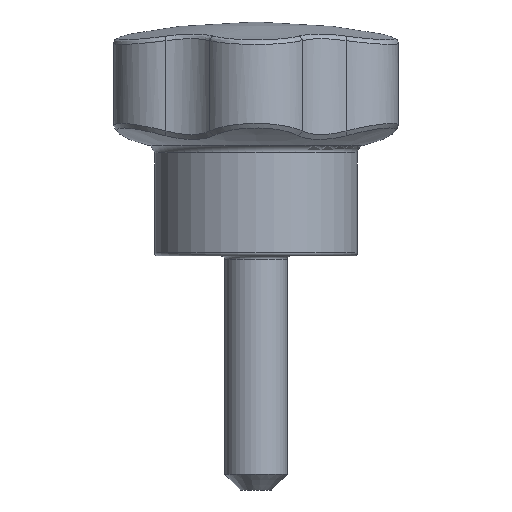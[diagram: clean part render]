
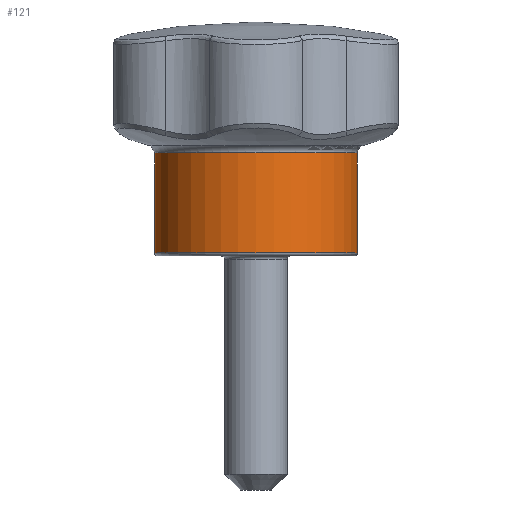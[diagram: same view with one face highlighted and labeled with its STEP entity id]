
A CAD part, front view. The second image highlights one B-rep face of the part: STEP entity #121.
In plain terms, the highlighted cylindrical face has radius 6.5 mm (diameter 13 mm), a full revolution.
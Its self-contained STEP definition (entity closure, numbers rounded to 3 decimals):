
#121 = ADVANCED_FACE( '', ( #265, #266 ), #267, .T. );
#265 = FACE_OUTER_BOUND( '', #1534, .T. );
#266 = FACE_OUTER_BOUND( '', #1535, .T. );
#267 = CYLINDRICAL_SURFACE( '', #1536, 6.5 );
#1534 = EDGE_LOOP( '', ( #2530 ) );
#1535 = EDGE_LOOP( '', ( #2531 ) );
#1536 = AXIS2_PLACEMENT_3D( '', #2532, #2533, #2534 );
#2530 = ORIENTED_EDGE( '', *, *, #2779, .T. );
#2531 = ORIENTED_EDGE( '', *, *, #2789, .T. );
#2532 = CARTESIAN_POINT( '', ( 0., 0., 15. ) );
#2533 = DIRECTION( '', ( 0., 0., -1. ) );
#2534 = DIRECTION( '', ( 1., 0., 0. ) );
#2779 = EDGE_CURVE( '', #2970, #2970, #2971, .F. );
#2789 = EDGE_CURVE( '', #2984, #2984, #2985, .T. );
#2970 = VERTEX_POINT( '', #4198 );
#2971 = CIRCLE( '', #4199, 6.5 );
#2984 = VERTEX_POINT( '', #4298 );
#2985 = CIRCLE( '', #4299, 6.5 );
#4198 = CARTESIAN_POINT( '', ( 6.5, 0., 6.609 ) );
#4199 = AXIS2_PLACEMENT_3D( '', #4892, #4893, #4894 );
#4298 = CARTESIAN_POINT( '', ( 6.5, 0., 0.2 ) );
#4299 = AXIS2_PLACEMENT_3D( '', #4905, #4906, #4907 );
#4892 = CARTESIAN_POINT( '', ( 0., 0., 6.609 ) );
#4893 = DIRECTION( '', ( 0., 0., 1. ) );
#4894 = DIRECTION( '', ( 1., 0., 0. ) );
#4905 = CARTESIAN_POINT( '', ( 0., 0., 0.2 ) );
#4906 = DIRECTION( '', ( 0., 0., 1. ) );
#4907 = DIRECTION( '', ( 1., 0., 0. ) );
